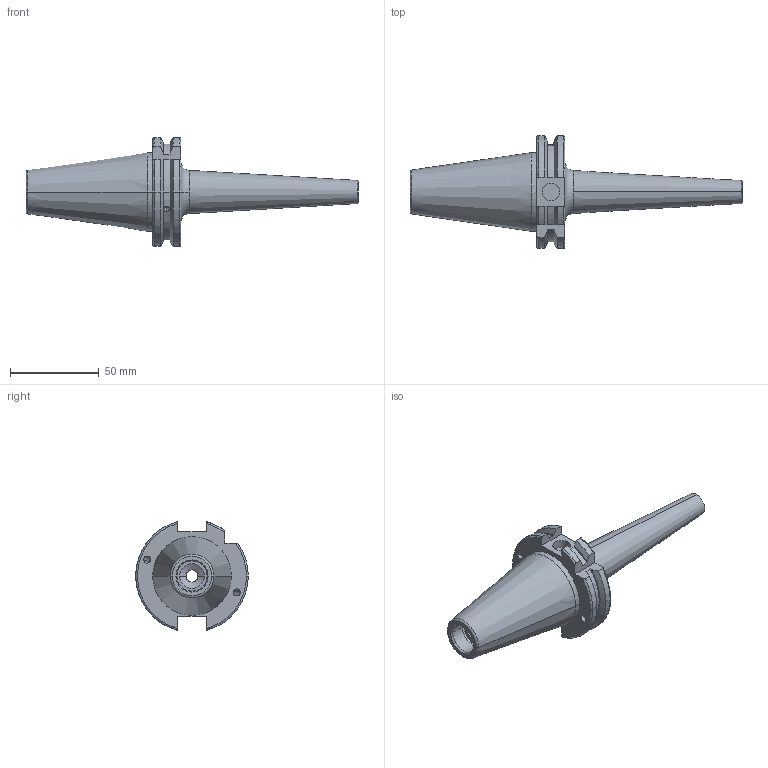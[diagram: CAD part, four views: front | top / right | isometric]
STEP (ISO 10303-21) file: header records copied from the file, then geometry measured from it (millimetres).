
FILE_DESCRIPTION (( 'STEP AP203' ), '1' );
FILE_NAME ('91406-ES7M08100.STEP', '2021-08-18T03:43:22', ( '' ), ( '' ), 'SwSTEP 2.0', 'SolidWorks 2018', '' );
FILE_SCHEMA (( 'CONFIG_CONTROL_DESIGN' ));
Length unit declared in the file: millimetre
Products named in the file (7): Copy of M4X4; SK40TMH08119FWW; Copy of M4X4_DIN 913 - M4 x 4-N; 91406-ES7M08100
Assembly tree (4 placements, depth 3):
  Copy of M4X4
  Copy of M4X4
  91406-ES7M08100
    SK40TMH08119FWW
      SK40TMH08119FWW
      Copy of M4X4_DIN 913 - M4 x 4-N  x2
  SK40TMH08119FWW
Bounding box: 187.5 x 63.55 x 61.48 mm (x, y, z)
Volume: 129377.4 mm3; surface area: 28357.1 mm2
Topology: 3 solids, 3 shells, 128 faces, 313 edges, 201 vertices
Faces by surface type: plane 48, cylinder 36, cone 26, torus 14, bspline 4
Entity records: 4416 total; most frequent: CARTESIAN_POINT 1018, DIRECTION 596, ORIENTED_EDGE 562, EDGE_CURVE 281, AXIS2_PLACEMENT_3D 237, VERTEX_POINT 181, EDGE_LOOP 132, VECTOR 122
